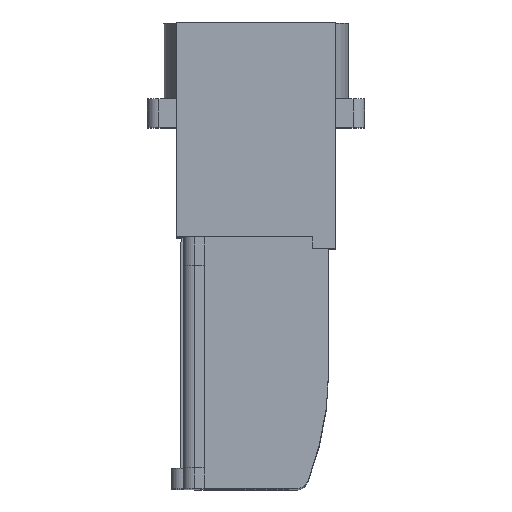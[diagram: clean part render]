
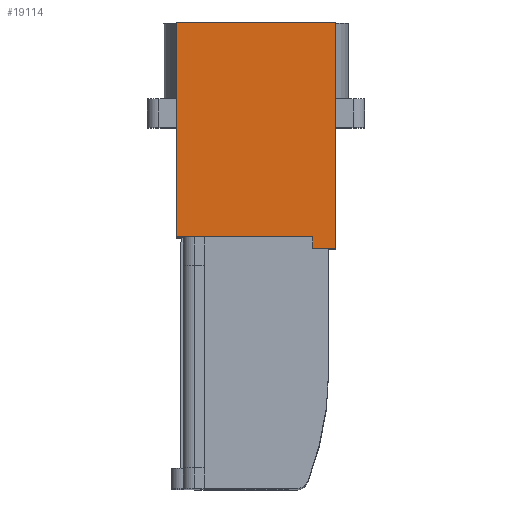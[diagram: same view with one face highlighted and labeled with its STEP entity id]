
A CAD part, top view. The second image highlights one B-rep face of the part: STEP entity #19114.
In plain terms, the highlighted face is planar.
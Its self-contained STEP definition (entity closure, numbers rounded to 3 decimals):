
#1188 = CARTESIAN_POINT ( 'NONE',  ( -34.5, 0., 6.9 ) ) ;
#3550 = EDGE_CURVE ( 'NONE', #46635, #10838, #27479, .T. ) ;
#5301 = VECTOR ( 'NONE', #11015, 1000. ) ;
#5617 = DIRECTION ( 'NONE',  ( 0., 0., -1. ) ) ;
#8848 = ORIENTED_EDGE ( 'NONE', *, *, #28728, .F. ) ;
#9669 = CARTESIAN_POINT ( 'NONE',  ( -34.5, 18.6, 6.9 ) ) ;
#10838 = VERTEX_POINT ( 'NONE', #43174 ) ;
#11015 = DIRECTION ( 'NONE',  ( 0., -1., 0. ) ) ;
#11448 = EDGE_CURVE ( 'NONE', #33291, #23712, #43549, .T. ) ;
#13313 = CARTESIAN_POINT ( 'NONE',  ( -34.5, 0., -6.9 ) ) ;
#14303 = ORIENTED_EDGE ( 'NONE', *, *, #11448, .F. ) ;
#15055 = LINE ( 'NONE', #37072, #5301 ) ;
#16536 = CARTESIAN_POINT ( 'NONE',  ( -34.5, 0., 6.9 ) ) ;
#16562 = LINE ( 'NONE', #29747, #51593 ) ;
#18036 = DIRECTION ( 'NONE',  ( 0., 0., 1. ) ) ;
#19114 = ADVANCED_FACE ( 'NONE', ( #44029 ), #35613, .F. ) ;
#20421 = ORIENTED_EDGE ( 'NONE', *, *, #41866, .F. ) ;
#20566 = ORIENTED_EDGE ( 'NONE', *, *, #34869, .T. ) ;
#22859 = EDGE_CURVE ( 'NONE', #26990, #51623, #55851, .T. ) ;
#23712 = VERTEX_POINT ( 'NONE', #54382 ) ;
#24040 = DIRECTION ( 'NONE',  ( 0., 0., -1. ) ) ;
#26727 = VECTOR ( 'NONE', #5617, 1000. ) ;
#26990 = VERTEX_POINT ( 'NONE', #43996 ) ;
#27479 = LINE ( 'NONE', #9669, #26727 ) ;
#28728 = EDGE_CURVE ( 'NONE', #23712, #10838, #16562, .T. ) ;
#29747 = CARTESIAN_POINT ( 'NONE',  ( -34.5, 19.6, -4.9 ) ) ;
#30040 = DIRECTION ( 'NONE',  ( 0., -1., 0. ) ) ;
#31327 = VECTOR ( 'NONE', #48801, 1000. ) ;
#32547 = ORIENTED_EDGE ( 'NONE', *, *, #22859, .F. ) ;
#33291 = VERTEX_POINT ( 'NONE', #53984 ) ;
#34869 = EDGE_CURVE ( 'NONE', #33291, #51623, #15055, .T. ) ;
#34936 = CARTESIAN_POINT ( 'NONE',  ( -34.5, 18.6, 6.9 ) ) ;
#35613 = PLANE ( 'NONE',  #50962 ) ;
#36418 = ORIENTED_EDGE ( 'NONE', *, *, #3550, .T. ) ;
#36654 = LINE ( 'NONE', #44754, #31327 ) ;
#37072 = CARTESIAN_POINT ( 'NONE',  ( -34.5, 0., -6.9 ) ) ;
#40221 = DIRECTION ( 'NONE',  ( 0., 1., 0. ) ) ;
#41866 = EDGE_CURVE ( 'NONE', #46635, #26990, #36654, .T. ) ;
#42024 = VECTOR ( 'NONE', #24040, 1000. ) ;
#42533 = EDGE_LOOP ( 'NONE', ( #20566, #32547, #20421, #36418, #8848, #14303 ) ) ;
#43174 = CARTESIAN_POINT ( 'NONE',  ( -34.5, 18.6, -4.9 ) ) ;
#43549 = LINE ( 'NONE', #48170, #46443 ) ;
#43996 = CARTESIAN_POINT ( 'NONE',  ( -34.5, 0., 6.9 ) ) ;
#44029 = FACE_OUTER_BOUND ( 'NONE', #42533, .T. ) ;
#44754 = CARTESIAN_POINT ( 'NONE',  ( -34.5, 0., 6.9 ) ) ;
#46443 = VECTOR ( 'NONE', #18036, 1000. ) ;
#46635 = VERTEX_POINT ( 'NONE', #34936 ) ;
#48170 = CARTESIAN_POINT ( 'NONE',  ( -34.5, 19.6, -6.9 ) ) ;
#48801 = DIRECTION ( 'NONE',  ( 0., -1., 0. ) ) ;
#49462 = DIRECTION ( 'NONE',  ( 1., 0., 0. ) ) ;
#50962 = AXIS2_PLACEMENT_3D ( 'NONE', #1188, #49462, #40221 ) ;
#51593 = VECTOR ( 'NONE', #30040, 1000. ) ;
#51623 = VERTEX_POINT ( 'NONE', #13313 ) ;
#53984 = CARTESIAN_POINT ( 'NONE',  ( -34.5, 19.6, -6.9 ) ) ;
#54382 = CARTESIAN_POINT ( 'NONE',  ( -34.5, 19.6, -4.9 ) ) ;
#55851 = LINE ( 'NONE', #16536, #42024 ) ;
